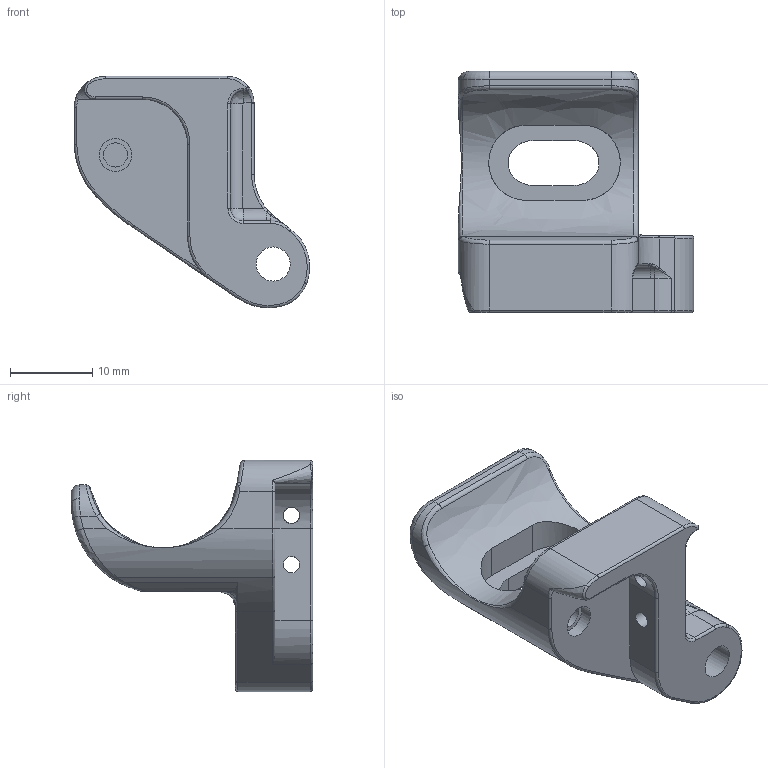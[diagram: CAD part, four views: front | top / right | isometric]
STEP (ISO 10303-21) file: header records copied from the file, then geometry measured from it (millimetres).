
FILE_DESCRIPTION(/* description */ (''),/* implementation_level */ '2;1');
FILE_NAME(/* name */ 'e05e7cf8-3c00-4258-9f10-baf5ba61fab7.stp',/* time_stamp */ '2022-02-25T20:03:48+01:00',/* author */ ('smougenot'),/* organization */ (''),/* preprocessor_version */ 'ST-DEVELOPER v17.2',/* originating_system */ 'Autodesk Translation Framework v7.6.0.251',/* authorisation */ '');
FILE_SCHEMA (('AUTOMOTIVE_DESIGN { 1 0 10303 214 3 1 1 }'));
Length unit declared in the file: millimetre
Products named in the file (2): DERAILLEUR V1; Component2
Assembly tree (1 placements, depth 2):
  DERAILLEUR V1
    Component2
Bounding box: 28.66 x 29.41 x 28.19 mm (x, y, z)
Volume: 5511.8 mm3; surface area: 3292.6 mm2
Topology: 1 solids, 1 shells, 150 faces, 374 edges, 224 vertices
Faces by surface type: cylinder 51, bspline 40, torus 29, plane 29, sphere 1
Full cylindrical faces by diameter (mm): 2 x2, 2.941 x1, 4 x1, 4.155 x1
Entity records: 5870 total; most frequent: CARTESIAN_POINT 2434, ORIENTED_EDGE 740, DIRECTION 670, EDGE_CURVE 370, AXIS2_PLACEMENT_3D 276, VERTEX_POINT 224, EDGE_LOOP 160, FACE_OUTER_BOUND 150
